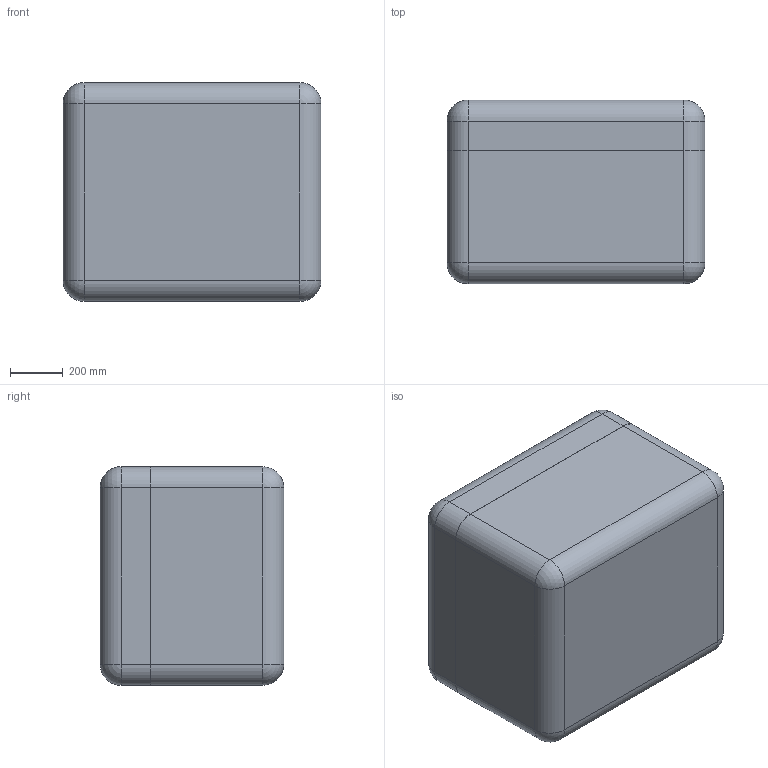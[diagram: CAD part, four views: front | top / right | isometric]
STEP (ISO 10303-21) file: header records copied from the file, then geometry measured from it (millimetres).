
FILE_DESCRIPTION (( 'STEP AP214' ), '1' );
FILE_NAME ('Òðàíñïîðòíûé êîíòåéíåð ÀÄÌÈÐÀË®ÏÐÎÔÅÑÑÈÎÍÀËÜÍÛÅ 181_óïðîùåííàÿ 3D-ìîäåëü.STEP', '2025-09-02T13:52:17', ( '' ), ( '' ), 'SwSTEP 2.0', 'SolidWorks 2021', '' );
FILE_SCHEMA (( 'AUTOMOTIVE_DESIGN' ));
Length unit declared in the file: millimetre
Products named in the file (3): Lid 181 óïð; Base 181 óïð; Òðàíñïîðòíûé êîíòåéíåð ÀÄÌÈÐÀË®ÏÐÎÔÅÑÑÈÎÍÀËÜÍÛÅ 181_óïðîùåííàÿ 3D-ìîäåëü
Assembly tree (2 placements, depth 2):
  Òðàíñïîðòíûé êîíòåéíåð ÀÄÌÈÐÀË®ÏÐÎÔÅÑÑÈÎÍÀËÜÍÛÅ 181_óïðîùåííàÿ 3D-ìîäåëü
    Base 181 óïð
    Lid 181 óïð
Bounding box: 981.7 x 699 x 832.35 mm (x, y, z)
Volume: 236545918 mm3; surface area: 8702620.1 mm2
Topology: 2 solids, 2 shells, 2136 faces, 5309 edges, 3052 vertices
Faces by surface type: cylinder 876, bspline 519, plane 393, torus 260, sphere 56, cone 32
Entity records: 87903 total; most frequent: CARTESIAN_POINT 41597, ORIENTED_EDGE 10366, DIRECTION 9085, EDGE_CURVE 5183, AXIS2_PLACEMENT_3D 3566, VERTEX_POINT 3052, EDGE_LOOP 2149, ADVANCED_FACE 2136
